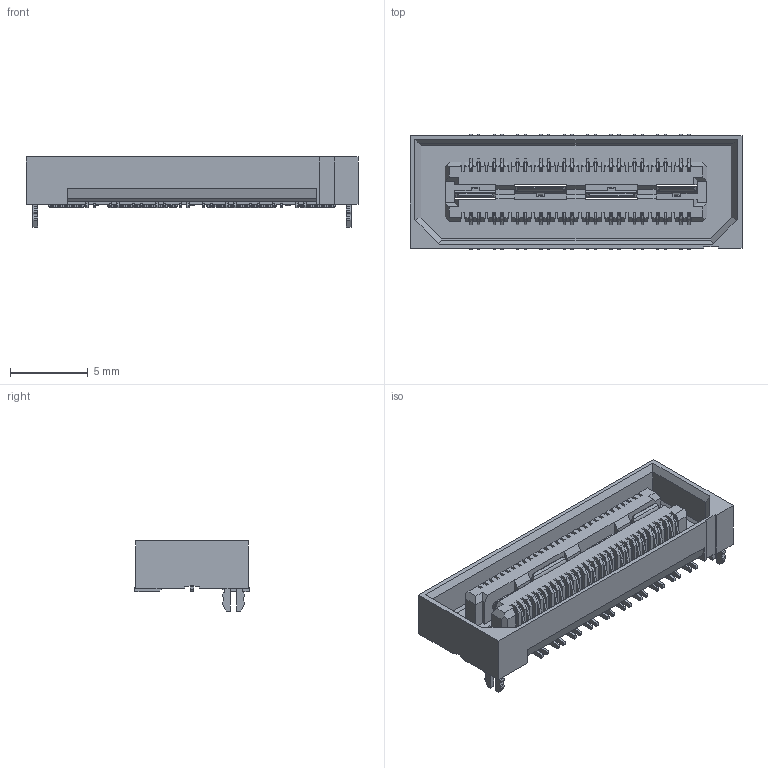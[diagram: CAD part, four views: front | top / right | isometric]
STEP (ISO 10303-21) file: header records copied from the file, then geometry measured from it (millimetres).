
FILE_DESCRIPTION( ('This file contains a STEP AP42 implementation' ,'as created by ZW3D STEP Interface translator.') ,'2;1' );
FILE_NAME( '37202-SMXXX-032XXX11.stp' ,'231219.172516', (''), ('ZWCAD Software Co.'), 'Version 1.0', 'ZW3D to STEP translator', '' );
FILE_SCHEMA(('AUTOMOTIVE_DESIGN { 1 0 10303 214 1 1 1 1 }'));
Length unit declared in the file: millimetre
Products named in the file (2): 0; 37202-SMXXX-032XXX11
Bounding box: 21.31 x 7.4 x 4.5 mm (x, y, z)
Volume: 254.8 mm3; surface area: 1314.8 mm2
Topology: 1 solids, 8 shells, 3280 faces, 9198 edges, 6108 vertices
Faces by surface type: plane 2644, cylinder 626, bspline 9, cone 1
Entity records: 108146 total; most frequent: CARTESIAN_POINT 19119, ORIENTED_EDGE 18424, DIRECTION 16943, EDGE_CURVE 9196, VECTOR 7715, LINE 7715, VERTEX_POINT 6107, AXIS2_PLACEMENT_3D 4614
